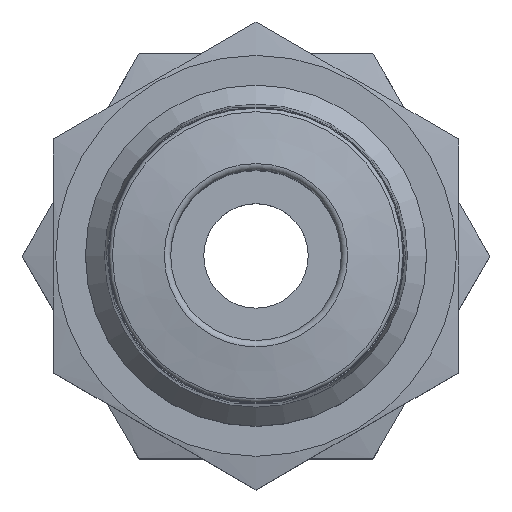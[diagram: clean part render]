
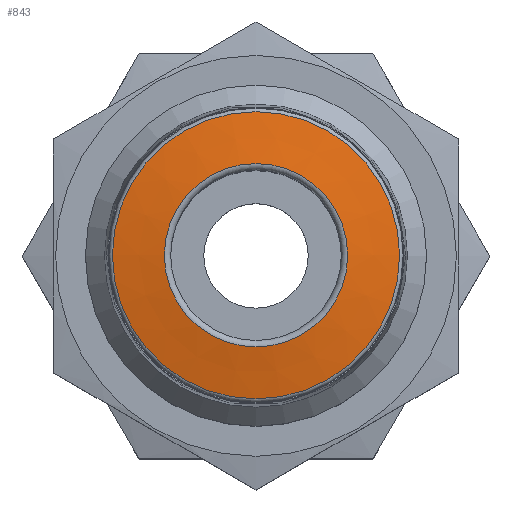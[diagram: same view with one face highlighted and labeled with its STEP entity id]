
A CAD part, top view. The second image highlights one B-rep face of the part: STEP entity #843.
In plain terms, the highlighted conical face has half-angle 80 degrees and reference radius 6.735 mm.
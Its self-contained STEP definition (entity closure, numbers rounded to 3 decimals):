
#87=CONICAL_SURFACE('',#948,6.735,1.396);
#112=CIRCLE('',#949,4.3);
#113=CIRCLE('',#950,6.735);
#223=ORIENTED_EDGE('',*,*,#385,.T.);
#224=ORIENTED_EDGE('',*,*,#386,.F.);
#385=EDGE_CURVE('',#470,#470,#112,.T.);
#386=EDGE_CURVE('',#471,#471,#113,.T.);
#470=VERTEX_POINT('',#1431);
#471=VERTEX_POINT('',#1433);
#583=EDGE_LOOP('',(#223));
#584=EDGE_LOOP('',(#224));
#703=FACE_BOUND('',#583,.T.);
#704=FACE_BOUND('',#584,.T.);
#843=ADVANCED_FACE('',(#703,#704),#87,.T.);
#948=AXIS2_PLACEMENT_3D('',#1429,#1114,#1115);
#949=AXIS2_PLACEMENT_3D('',#1430,#1116,#1117);
#950=AXIS2_PLACEMENT_3D('',#1432,#1118,#1119);
#1114=DIRECTION('',(0.,0.,-1.));
#1115=DIRECTION('',(-1.,0.,0.));
#1116=DIRECTION('',(0.,0.,-1.));
#1117=DIRECTION('',(-1.,0.,0.));
#1118=DIRECTION('',(0.,0.,-1.));
#1119=DIRECTION('',(-1.,0.,0.));
#1429=CARTESIAN_POINT('',(0.,0.,-0.429));
#1430=CARTESIAN_POINT('',(0.,0.,0.));
#1431=CARTESIAN_POINT('',(-4.3,0.,0.));
#1432=CARTESIAN_POINT('',(0.,0.,-0.429));
#1433=CARTESIAN_POINT('',(-6.735,0.,-0.429));
